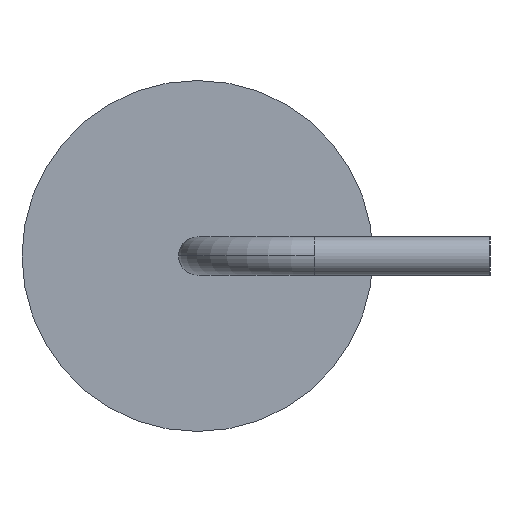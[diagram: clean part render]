
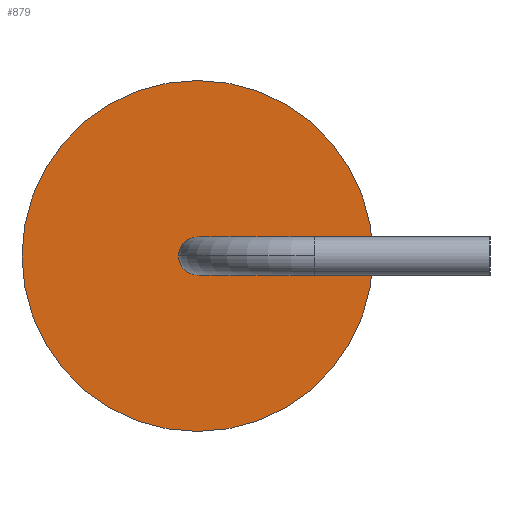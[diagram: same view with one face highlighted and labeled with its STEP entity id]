
A CAD part, left-side view. The second image highlights one B-rep face of the part: STEP entity #879.
In plain terms, the highlighted planar face has unit normal (-1, 0, 0).
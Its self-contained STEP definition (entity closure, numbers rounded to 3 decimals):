
#18 = DIRECTION ( 'NONE',  ( 0., 0., -1. ) ) ;
#21 = VERTEX_POINT ( 'NONE', #709 ) ;
#35 = VERTEX_POINT ( 'NONE', #915 ) ;
#39 = EDGE_CURVE ( 'NONE', #560, #21, #647, .T. ) ;
#69 = ORIENTED_EDGE ( 'NONE', *, *, #220, .T. ) ;
#99 = AXIS2_PLACEMENT_3D ( 'NONE', #810, #673, #345 ) ;
#101 = DIRECTION ( 'NONE',  ( 0., 0., -1. ) ) ;
#115 = AXIS2_PLACEMENT_3D ( 'NONE', #117, #440, #436 ) ;
#117 = CARTESIAN_POINT ( 'NONE',  ( -11.25, 0., 0. ) ) ;
#201 = EDGE_CURVE ( 'NONE', #35, #629, #610, .T. ) ;
#220 = EDGE_CURVE ( 'NONE', #21, #560, #792, .T. ) ;
#239 = CARTESIAN_POINT ( 'NONE',  ( -11.25, 0., 0. ) ) ;
#241 = ORIENTED_EDGE ( 'NONE', *, *, #691, .T. ) ;
#325 = DIRECTION ( 'NONE',  ( 1., 0., 0. ) ) ;
#337 = CARTESIAN_POINT ( 'NONE',  ( -11.25, 0., 0.325 ) ) ;
#345 = DIRECTION ( 'NONE',  ( 0., 0., 1. ) ) ;
#384 = AXIS2_PLACEMENT_3D ( 'NONE', #788, #325, #18 ) ;
#423 = DIRECTION ( 'NONE',  ( 1., 0., 0. ) ) ;
#436 = DIRECTION ( 'NONE',  ( 0., 0., -1. ) ) ;
#440 = DIRECTION ( 'NONE',  ( 1., 0., 0. ) ) ;
#450 = CARTESIAN_POINT ( 'NONE',  ( -11.25, 0., 3. ) ) ;
#485 = CARTESIAN_POINT ( 'NONE',  ( -11.25, 0., 0. ) ) ;
#500 = EDGE_LOOP ( 'NONE', ( #241, #829 ) ) ;
#509 = FACE_BOUND ( 'NONE', #910, .T. ) ;
#549 = AXIS2_PLACEMENT_3D ( 'NONE', #239, #778, #777 ) ;
#560 = VERTEX_POINT ( 'NONE', #337 ) ;
#575 = PLANE ( 'NONE',  #384 ) ;
#610 = CIRCLE ( 'NONE', #549, 3. ) ;
#629 = VERTEX_POINT ( 'NONE', #450 ) ;
#647 = CIRCLE ( 'NONE', #861, 0.325 ) ;
#673 = DIRECTION ( 'NONE',  ( -1., 0., 0. ) ) ;
#691 = EDGE_CURVE ( 'NONE', #629, #35, #771, .T. ) ;
#695 = FACE_OUTER_BOUND ( 'NONE', #500, .T. ) ;
#709 = CARTESIAN_POINT ( 'NONE',  ( -11.25, 0., -0.325 ) ) ;
#771 = CIRCLE ( 'NONE', #99, 3. ) ;
#777 = DIRECTION ( 'NONE',  ( 0., 0., 1. ) ) ;
#778 = DIRECTION ( 'NONE',  ( -1., 0., 0. ) ) ;
#788 = CARTESIAN_POINT ( 'NONE',  ( -11.25, 0., 0. ) ) ;
#792 = CIRCLE ( 'NONE', #115, 0.325 ) ;
#794 = ORIENTED_EDGE ( 'NONE', *, *, #39, .T. ) ;
#810 = CARTESIAN_POINT ( 'NONE',  ( -11.25, 0., 0. ) ) ;
#829 = ORIENTED_EDGE ( 'NONE', *, *, #201, .T. ) ;
#861 = AXIS2_PLACEMENT_3D ( 'NONE', #485, #423, #101 ) ;
#879 = ADVANCED_FACE ( 'NONE', ( #509, #695 ), #575, .F. ) ;
#910 = EDGE_LOOP ( 'NONE', ( #794, #69 ) ) ;
#915 = CARTESIAN_POINT ( 'NONE',  ( -11.25, 0., -3. ) ) ;
